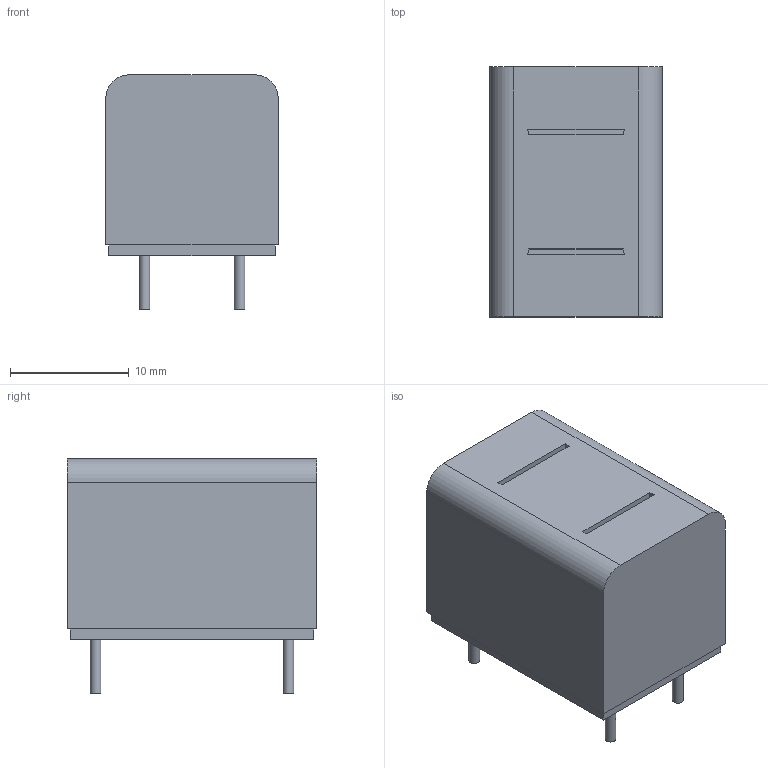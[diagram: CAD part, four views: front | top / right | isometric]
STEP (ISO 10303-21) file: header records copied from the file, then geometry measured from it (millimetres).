
FILE_DESCRIPTION(/* description */ ('Unknown'),/* implementation_level */ '2;1');
FILE_NAME(/* name */ 'L_Wurth_WE-HIDA-1521_Drill1.2mm',/* time_stamp */ '2025-06-04T14:13:34+08:00',/* author */ ('Unknown'),/* organization */ ('Unknown'),/* preprocessor_version */ 'ST-DEVELOPER v19.4',/* originating_system */ 'Solid Edge',/* authorisation */ 'Unknown');
FILE_SCHEMA (('AUTOMOTIVE_DESIGN {1 0 10303 214 3 1 1}'));
Length unit declared in the file: millimetre
Products named in the file (2): L_Wurth_WE-HIDA-1521_Drill1.2mm
Assembly tree (1 placements, depth 2):
  L_Wurth_WE-HIDA-1521_Drill1.2mm
    L_Wurth_WE-HIDA-1521_Drill1.2mm
Bounding box: 14.5 x 21 x 19.7 mm (x, y, z)
Volume: 4481.4 mm3; surface area: 2205.3 mm2
Topology: 1 solids, 1 shells, 116 faces, 281 edges, 189 vertices
Faces by surface type: plane 90, bspline 14, cylinder 12
Full cylindrical faces by diameter (mm): 0.85 x1, 0.9 x4, 1 x4
Entity records: 4631 total; most frequent: CARTESIAN_POINT 1377, ORIENTED_EDGE 534, DIRECTION 371, EDGE_CURVE 267, VERTEX_POINT 185, EDGE_LOOP 148, FACE_BOUND 148, B_SPLINE_CURVE_WITH_KNOTS 126
